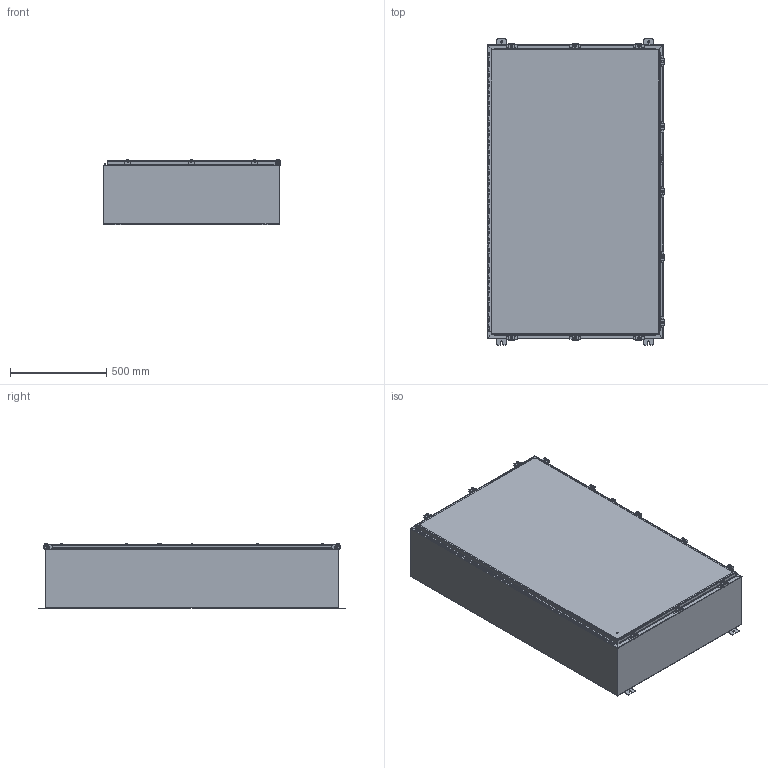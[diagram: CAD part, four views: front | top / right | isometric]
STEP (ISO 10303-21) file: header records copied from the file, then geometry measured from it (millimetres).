
FILE_DESCRIPTION (( 'STEP AP214' ), '1' );
FILE_NAME ('SSN4603612.STEP', '2016-02-10T14:58:26', ( '' ), ( '' ), 'SwSTEP 2.0', 'SolidWorks 2014', '' );
FILE_SCHEMA (( 'AUTOMOTIVE_DESIGN' ));
Length unit declared in the file: inch
Products named in the file (20): 30818; SSN4603612; 30824; HFW30825-4; HFW30825-3; HFW30825-2; 30824-1; 38859; 32874-60; 32874-60P; 32874-60L; 32874-60T; SSN46036LID; 58x34; 32912; 38846; SSN4603612BTB; 38412; 34871; SSN4603612LRS
Assembly tree (50 placements, depth 3):
  SSN4603612
    SSN4603612LRS  x2
    34871  x4
    38412
    SSN4603612BTB
    38846
    32912
    58x34
    SSN46036LID
    32874-60
      32874-60T
      32874-60L
      32874-60P
    38859  x8
    30824  x11
      30824-1
      HFW30825-2
      HFW30825-3
      HFW30825-4
    30818  x11
Bounding box: 922.29 x 1587.5 x 339.22 mm (x, y, z)
Volume: 9127546.2 mm3; surface area: 9555299 mm2
Topology: 78 solids, 78 shells, 3218 faces, 8484 edges, 5498 vertices
Faces by surface type: cylinder 1399, plane 1272, bspline 281, torus 136, sphere 66, cone 64
Entity records: 54840 total; most frequent: CARTESIAN_POINT 11724, DIRECTION 6654, ORIENTED_EDGE 6568, EDGE_CURVE 3284, AXIS2_PLACEMENT_3D 2314, VERTEX_POINT 2144, VECTOR 2026, LINE 2026
